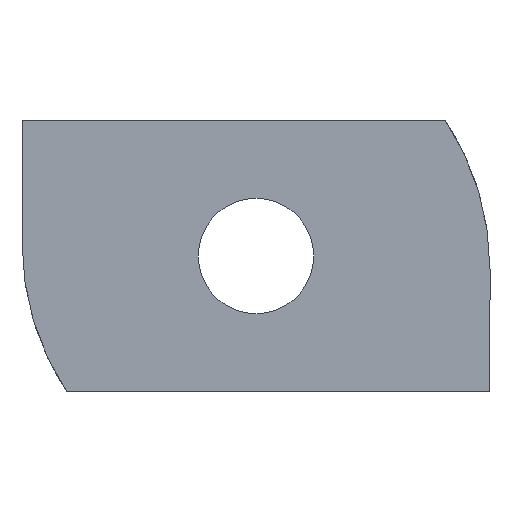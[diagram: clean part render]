
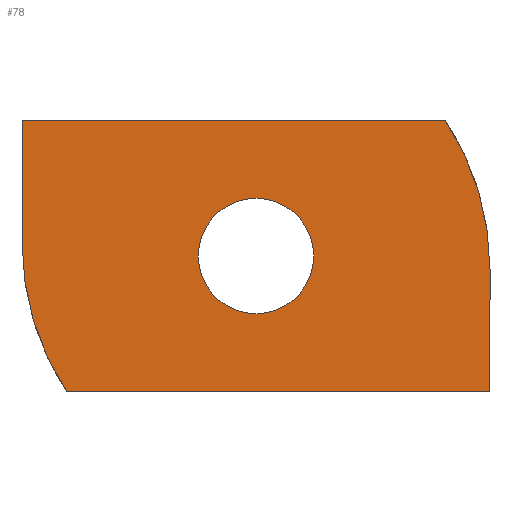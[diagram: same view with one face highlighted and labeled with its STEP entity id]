
A CAD part, front view. The second image highlights one B-rep face of the part: STEP entity #78.
In plain terms, the highlighted planar face has unit normal (0, -1, 0).
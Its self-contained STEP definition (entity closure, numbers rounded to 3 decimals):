
#42 = AXIS2_PLACEMENT_3D ( 'NONE', #689, #1900, #1114 ) ;
#48 = CIRCLE ( 'NONE', #406, 4.25 ) ;
#64 = CARTESIAN_POINT ( 'NONE',  ( -17.25, 0., 10. ) ) ;
#75 = CARTESIAN_POINT ( 'NONE',  ( 0., 0., 0. ) ) ;
#78 = ADVANCED_FACE ( 'NONE', ( #1319, #1712 ), #1194, .T. ) ;
#106 = VERTEX_POINT ( 'NONE', #721 ) ;
#110 = CARTESIAN_POINT ( 'NONE',  ( 0., 0., -4.25 ) ) ;
#144 = AXIS2_PLACEMENT_3D ( 'NONE', #821, #1452, #1439 ) ;
#174 = CARTESIAN_POINT ( 'NONE',  ( -17.25, 0., 10. ) ) ;
#195 = EDGE_CURVE ( 'NONE', #1360, #253, #1036, .T. ) ;
#201 = CARTESIAN_POINT ( 'NONE',  ( 17.25, 0., -1. ) ) ;
#228 = LINE ( 'NONE', #64, #1013 ) ;
#253 = VERTEX_POINT ( 'NONE', #201 ) ;
#306 = LINE ( 'NONE', #469, #1422 ) ;
#350 = DIRECTION ( 'NONE',  ( 0., -1., 0. ) ) ;
#370 = CARTESIAN_POINT ( 'NONE',  ( 0., 0., 0. ) ) ;
#406 = AXIS2_PLACEMENT_3D ( 'NONE', #75, #350, #1917 ) ;
#421 = EDGE_CURVE ( 'NONE', #1621, #1331, #1204, .T. ) ;
#427 = CARTESIAN_POINT ( 'NONE',  ( 2.75, 0., 1. ) ) ;
#469 = CARTESIAN_POINT ( 'NONE',  ( -17.25, 0., 10. ) ) ;
#476 = DIRECTION ( 'NONE',  ( -1., 0., 0. ) ) ;
#501 = CARTESIAN_POINT ( 'NONE',  ( 17.25, 0., -1. ) ) ;
#552 = VERTEX_POINT ( 'NONE', #110 ) ;
#583 = ORIENTED_EDGE ( 'NONE', *, *, #1354, .F. ) ;
#629 = CARTESIAN_POINT ( 'NONE',  ( 13.953, 0., 10. ) ) ;
#689 = CARTESIAN_POINT ( 'NONE',  ( -2.75, 0., -1. ) ) ;
#721 = CARTESIAN_POINT ( 'NONE',  ( 0., 0., 4.25 ) ) ;
#729 = DIRECTION ( 'NONE',  ( 0., 0., -1. ) ) ;
#789 = ORIENTED_EDGE ( 'NONE', *, *, #1700, .F. ) ;
#821 = CARTESIAN_POINT ( 'NONE',  ( 2.75, 0., 1. ) ) ;
#930 = VECTOR ( 'NONE', #476, 1000. ) ;
#948 = DIRECTION ( 'NONE',  ( 0., -1., 0. ) ) ;
#1006 = CIRCLE ( 'NONE', #1796, 4.25 ) ;
#1013 = VECTOR ( 'NONE', #1139, 1000. ) ;
#1029 = VERTEX_POINT ( 'NONE', #174 ) ;
#1036 = CIRCLE ( 'NONE', #42, 20. ) ;
#1050 = ORIENTED_EDGE ( 'NONE', *, *, #1112, .F. ) ;
#1092 = EDGE_CURVE ( 'NONE', #552, #106, #1006, .T. ) ;
#1112 = EDGE_CURVE ( 'NONE', #253, #1547, #1142, .T. ) ;
#1114 = DIRECTION ( 'NONE',  ( 0., 0., -1. ) ) ;
#1139 = DIRECTION ( 'NONE',  ( 1., 0., 0. ) ) ;
#1142 = LINE ( 'NONE', #501, #1335 ) ;
#1162 = CARTESIAN_POINT ( 'NONE',  ( 17.25, 0., -10. ) ) ;
#1164 = EDGE_CURVE ( 'NONE', #106, #552, #48, .T. ) ;
#1194 = PLANE ( 'NONE',  #1368 ) ;
#1196 = EDGE_LOOP ( 'NONE', ( #1050, #1765, #1632, #583, #1833, #789 ) ) ;
#1200 = DIRECTION ( 'NONE',  ( 0., 0., 1. ) ) ;
#1204 = CIRCLE ( 'NONE', #144, 20. ) ;
#1319 = FACE_BOUND ( 'NONE', #1380, .T. ) ;
#1331 = VERTEX_POINT ( 'NONE', #1867 ) ;
#1335 = VECTOR ( 'NONE', #1586, 1000. ) ;
#1354 = EDGE_CURVE ( 'NONE', #1331, #1029, #306, .T. ) ;
#1360 = VERTEX_POINT ( 'NONE', #629 ) ;
#1368 = AXIS2_PLACEMENT_3D ( 'NONE', #427, #1552, #729 ) ;
#1380 = EDGE_LOOP ( 'NONE', ( #1801, #1734 ) ) ;
#1392 = CARTESIAN_POINT ( 'NONE',  ( -13.953, 0., -10. ) ) ;
#1422 = VECTOR ( 'NONE', #1200, 1000. ) ;
#1435 = CARTESIAN_POINT ( 'NONE',  ( -13.953, 0., -10. ) ) ;
#1439 = DIRECTION ( 'NONE',  ( 0., 0., -1. ) ) ;
#1452 = DIRECTION ( 'NONE',  ( 0., 1., 0. ) ) ;
#1547 = VERTEX_POINT ( 'NONE', #1162 ) ;
#1552 = DIRECTION ( 'NONE',  ( 0., -1., 0. ) ) ;
#1586 = DIRECTION ( 'NONE',  ( 0., 0., -1. ) ) ;
#1621 = VERTEX_POINT ( 'NONE', #1435 ) ;
#1632 = ORIENTED_EDGE ( 'NONE', *, *, #1820, .F. ) ;
#1700 = EDGE_CURVE ( 'NONE', #1547, #1621, #1863, .T. ) ;
#1712 = FACE_OUTER_BOUND ( 'NONE', #1196, .T. ) ;
#1734 = ORIENTED_EDGE ( 'NONE', *, *, #1164, .F. ) ;
#1748 = DIRECTION ( 'NONE',  ( 0., 0., -1. ) ) ;
#1765 = ORIENTED_EDGE ( 'NONE', *, *, #195, .F. ) ;
#1796 = AXIS2_PLACEMENT_3D ( 'NONE', #370, #948, #1748 ) ;
#1801 = ORIENTED_EDGE ( 'NONE', *, *, #1092, .F. ) ;
#1820 = EDGE_CURVE ( 'NONE', #1029, #1360, #228, .T. ) ;
#1833 = ORIENTED_EDGE ( 'NONE', *, *, #421, .F. ) ;
#1863 = LINE ( 'NONE', #1392, #930 ) ;
#1867 = CARTESIAN_POINT ( 'NONE',  ( -17.25, 0., 1. ) ) ;
#1900 = DIRECTION ( 'NONE',  ( 0., 1., 0. ) ) ;
#1917 = DIRECTION ( 'NONE',  ( 0., 0., -1. ) ) ;
